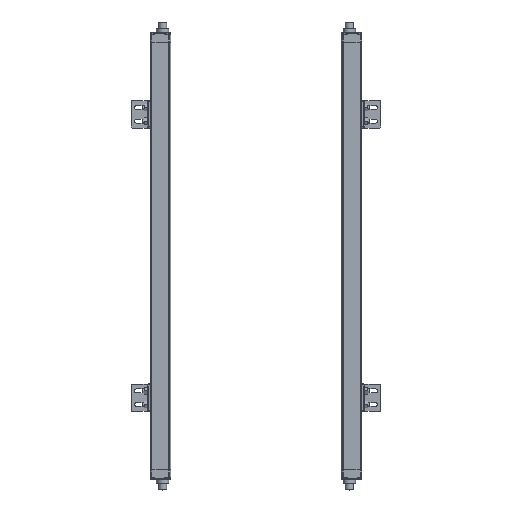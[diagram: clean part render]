
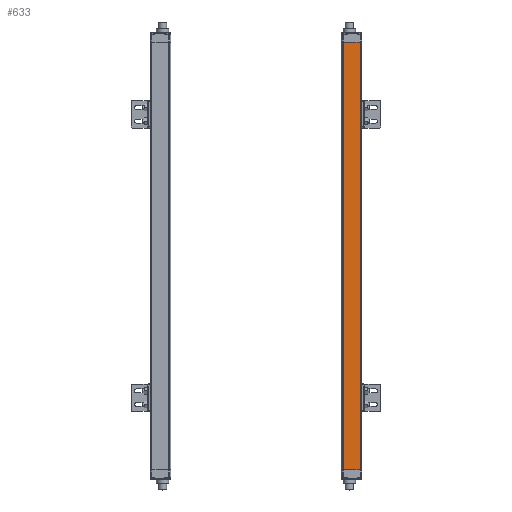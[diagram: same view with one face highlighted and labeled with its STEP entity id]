
A CAD part, top view. The second image highlights one B-rep face of the part: STEP entity #633.
In plain terms, the highlighted planar face has unit normal (0, 0, 1).
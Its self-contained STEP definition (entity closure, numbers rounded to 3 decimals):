
#633 = ADVANCED_FACE( '', ( #1773 ), #1774, .T. );
#1773 = FACE_OUTER_BOUND( '', #4222, .T. );
#1774 = PLANE( '', #4223 );
#4222 = EDGE_LOOP( '', ( #6920, #6921, #6922, #6923 ) );
#4223 = AXIS2_PLACEMENT_3D( '', #6924, #6925, #6926 );
#6920 = ORIENTED_EDGE( '', *, *, #15390, .T. );
#6921 = ORIENTED_EDGE( '', *, *, #15320, .F. );
#6922 = ORIENTED_EDGE( '', *, *, #15370, .T. );
#6923 = ORIENTED_EDGE( '', *, *, #15354, .T. );
#6924 = CARTESIAN_POINT( '', ( 12.728, 749.52, 15.679 ) );
#6925 = DIRECTION( '', ( 0., 0., 1. ) );
#6926 = DIRECTION( '', ( 0., 1., 0. ) );
#15320 = EDGE_CURVE( '', #18076, #18071, #18078, .F. );
#15354 = EDGE_CURVE( '', #18138, #18136, #18139, .T. );
#15370 = EDGE_CURVE( '', #18076, #18138, #18163, .T. );
#15390 = EDGE_CURVE( '', #18136, #18071, #18186, .T. );
#18071 = VERTEX_POINT( '', #22701 );
#18076 = VERTEX_POINT( '', #22707 );
#18078 = LINE( '', #22709, #22710 );
#18136 = VERTEX_POINT( '', #22780 );
#18138 = VERTEX_POINT( '', #22782 );
#18139 = LINE( '', #22783, #22784 );
#18163 = LINE( '', #22813, #22814 );
#18186 = LINE( '', #22855, #22856 );
#22701 = CARTESIAN_POINT( '', ( -11.278, 627.52, 15.679 ) );
#22707 = CARTESIAN_POINT( '', ( -11.278, 0.02, 15.679 ) );
#22709 = CARTESIAN_POINT( '', ( -11.278, 0.02, 15.679 ) );
#22710 = VECTOR( '', #29116, 1000. );
#22780 = CARTESIAN_POINT( '', ( 12.728, 627.52, 15.679 ) );
#22782 = CARTESIAN_POINT( '', ( 12.728, 0.02, 15.679 ) );
#22783 = CARTESIAN_POINT( '', ( 12.728, 749.52, 15.679 ) );
#22784 = VECTOR( '', #29192, 1000. );
#22813 = CARTESIAN_POINT( '', ( 9.065, 0.02, 15.679 ) );
#22814 = VECTOR( '', #29228, 1000. );
#22855 = CARTESIAN_POINT( '', ( -11.278, 627.52, 15.679 ) );
#22856 = VECTOR( '', #29250, 1000. );
#29116 = DIRECTION( '', ( 0., -1., 0. ) );
#29192 = DIRECTION( '', ( 0., 1., 0. ) );
#29228 = DIRECTION( '', ( 1., 0., 0. ) );
#29250 = DIRECTION( '', ( -1., 0., 0. ) );
